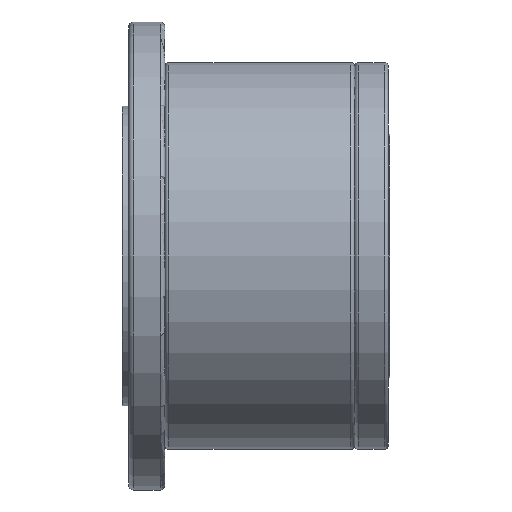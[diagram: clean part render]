
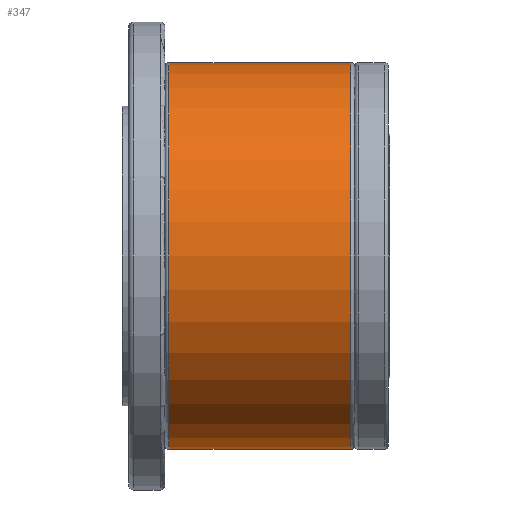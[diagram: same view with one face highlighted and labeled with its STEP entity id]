
A CAD part, front view. The second image highlights one B-rep face of the part: STEP entity #347.
In plain terms, the highlighted cylindrical face has radius 155 mm (diameter 310 mm), a partial arc.
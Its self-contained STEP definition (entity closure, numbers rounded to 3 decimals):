
#347=ADVANCED_FACE('',(#1009),#1010,.T.);
#1009=FACE_OUTER_BOUND('',#1696,.T.);
#1010=CYLINDRICAL_SURFACE('',#1697,155.0);
#1696=EDGE_LOOP('',(#4130,#4131,#4132,#4133,#4134,#4135));
#1697=AXIS2_PLACEMENT_3D('',#4136,#4137,#4138);
#4130=ORIENTED_EDGE('',*,*,#4226,.T.);
#4131=ORIENTED_EDGE('',*,*,#4991,.F.);
#4132=ORIENTED_EDGE('',*,*,#4990,.F.);
#4133=ORIENTED_EDGE('',*,*,#4228,.T.);
#4134=ORIENTED_EDGE('',*,*,#4989,.T.);
#4135=ORIENTED_EDGE('',*,*,#4988,.T.);
#4136=CARTESIAN_POINT('',(110.0,0.0,0.0));
#4137=DIRECTION('',(1.0,0.0,0.0));
#4138=DIRECTION('',(0.0,0.0,-1.0));
#4226=EDGE_CURVE('',#5019,#5020,#5021,.T.);
#4228=EDGE_CURVE('',#5024,#5022,#5025,.T.);
#4988=EDGE_CURVE('',#6292,#5019,#6293,.T.);
#4989=EDGE_CURVE('',#5022,#6292,#6294,.T.);
#4990=EDGE_CURVE('',#5024,#6295,#6296,.T.);
#4991=EDGE_CURVE('',#6295,#5020,#6297,.T.);
#5019=VERTEX_POINT('',#6331);
#5020=VERTEX_POINT('',#6332);
#5021=LINE('',#6333,#6334);
#5022=VERTEX_POINT('',#6335);
#5024=VERTEX_POINT('',#6337);
#5025=LINE('',#6338,#6339);
#6292=VERTEX_POINT('',#8441);
#6293=CIRCLE('',#8442,155.0);
#6294=CIRCLE('',#8443,155.0);
#6295=VERTEX_POINT('',#8444);
#6296=CIRCLE('',#8445,155.0);
#6297=CIRCLE('',#8446,155.0);
#6331=CARTESIAN_POINT('',(37.1,0.,-155.0));
#6332=CARTESIAN_POINT('',(182.9,0.,-155.0));
#6333=CARTESIAN_POINT('',(110.0,0.,-155.0));
#6334=VECTOR('',#8480,1.0);
#6335=CARTESIAN_POINT('',(37.1,0.,155.0));
#6337=CARTESIAN_POINT('',(182.9,0.,155.0));
#6338=CARTESIAN_POINT('',(110.0,0.,155.0));
#6339=VECTOR('',#8484,1.0);
#8441=CARTESIAN_POINT('',(37.1,-155.0,0.));
#8442=AXIS2_PLACEMENT_3D('',#9987,#9988,#9989);
#8443=AXIS2_PLACEMENT_3D('',#9990,#9991,#9992);
#8444=CARTESIAN_POINT('',(182.9,-155.0,0.0));
#8445=AXIS2_PLACEMENT_3D('',#9993,#9994,#9995);
#8446=AXIS2_PLACEMENT_3D('',#9996,#9997,#9998);
#8480=DIRECTION('',(1.0,0.0,0.0));
#8484=DIRECTION('',(-1.0,-0.0,-0.0));
#9987=CARTESIAN_POINT('',(37.1,0.,0.));
#9988=DIRECTION('',(1.0,0.0,0.0));
#9989=DIRECTION('',(0.0,0.0,-1.0));
#9990=CARTESIAN_POINT('',(37.1,0.,0.));
#9991=DIRECTION('',(1.0,0.0,0.0));
#9992=DIRECTION('',(0.0,0.0,-1.0));
#9993=CARTESIAN_POINT('',(182.9,0.,0.0));
#9994=DIRECTION('',(1.0,0.0,0.0));
#9995=DIRECTION('',(0.0,0.0,-1.0));
#9996=CARTESIAN_POINT('',(182.9,0.,0.0));
#9997=DIRECTION('',(1.0,0.0,0.0));
#9998=DIRECTION('',(0.0,0.0,-1.0));
